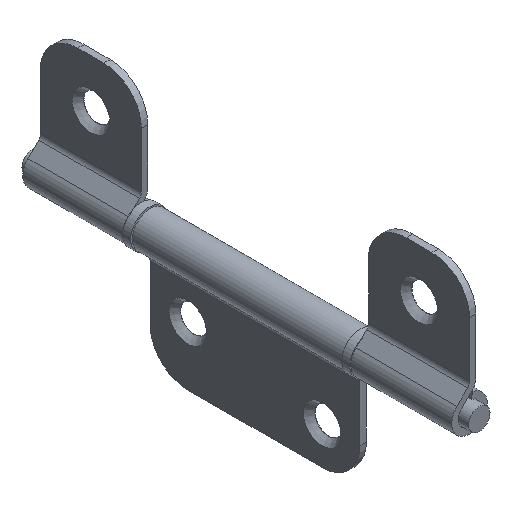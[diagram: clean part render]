
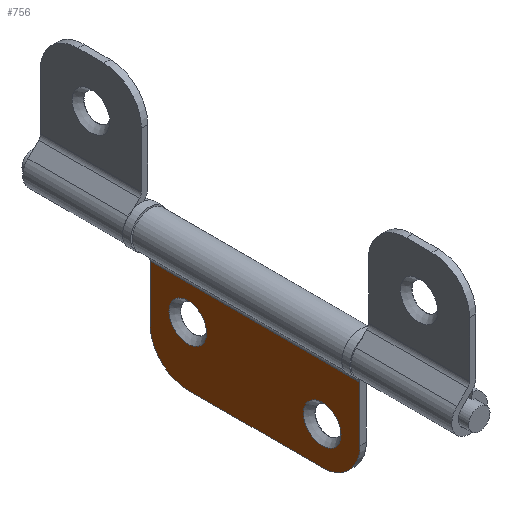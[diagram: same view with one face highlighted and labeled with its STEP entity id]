
A CAD part, isometric view. The second image highlights one B-rep face of the part: STEP entity #756.
In plain terms, the highlighted face is planar.
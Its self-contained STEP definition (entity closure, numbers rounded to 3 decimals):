
#51=FACE_BOUND('',#151,.T.);
#52=FACE_BOUND('',#152,.T.);
#63=PLANE('',#923);
#109=FACE_OUTER_BOUND('',#150,.T.);
#150=EDGE_LOOP('',(#595,#596,#597,#598,#599,#600));
#151=EDGE_LOOP('',(#601,#602));
#152=EDGE_LOOP('',(#603,#604));
#200=LINE('',#1312,#257);
#205=LINE('',#1326,#262);
#209=LINE('',#1334,#266);
#211=LINE('',#1341,#268);
#257=VECTOR('',#1055,10.);
#262=VECTOR('',#1068,10.);
#266=VECTOR('',#1076,10.);
#268=VECTOR('',#1084,10.);
#301=CIRCLE('',#894,3.5);
#302=CIRCLE('',#895,3.5);
#306=CIRCLE('',#901,3.5);
#307=CIRCLE('',#902,3.5);
#319=CIRCLE('',#924,7.);
#320=CIRCLE('',#925,7.);
#350=VERTEX_POINT('',#1254);
#351=VERTEX_POINT('',#1255);
#355=VERTEX_POINT('',#1268);
#356=VERTEX_POINT('',#1269);
#371=VERTEX_POINT('',#1309);
#372=VERTEX_POINT('',#1311);
#376=VERTEX_POINT('',#1323);
#377=VERTEX_POINT('',#1325);
#380=VERTEX_POINT('',#1338);
#381=VERTEX_POINT('',#1340);
#423=EDGE_CURVE('',#350,#351,#301,.T.);
#424=EDGE_CURVE('',#351,#350,#302,.T.);
#430=EDGE_CURVE('',#355,#356,#306,.T.);
#431=EDGE_CURVE('',#356,#355,#307,.T.);
#451=EDGE_CURVE('',#371,#372,#200,.T.);
#458=EDGE_CURVE('',#376,#377,#205,.T.);
#463=EDGE_CURVE('',#376,#372,#209,.T.);
#465=EDGE_CURVE('',#380,#371,#319,.T.);
#466=EDGE_CURVE('',#381,#380,#211,.T.);
#467=EDGE_CURVE('',#377,#381,#320,.T.);
#595=ORIENTED_EDGE('',*,*,#463,.T.);
#596=ORIENTED_EDGE('',*,*,#451,.F.);
#597=ORIENTED_EDGE('',*,*,#465,.F.);
#598=ORIENTED_EDGE('',*,*,#466,.F.);
#599=ORIENTED_EDGE('',*,*,#467,.F.);
#600=ORIENTED_EDGE('',*,*,#458,.F.);
#601=ORIENTED_EDGE('',*,*,#423,.T.);
#602=ORIENTED_EDGE('',*,*,#424,.T.);
#603=ORIENTED_EDGE('',*,*,#430,.T.);
#604=ORIENTED_EDGE('',*,*,#431,.T.);
#756=ADVANCED_FACE('',(#109,#51,#52),#63,.F.);
#894=AXIS2_PLACEMENT_3D('',#1256,#998,#999);
#895=AXIS2_PLACEMENT_3D('',#1257,#1000,#1001);
#901=AXIS2_PLACEMENT_3D('',#1270,#1014,#1015);
#902=AXIS2_PLACEMENT_3D('',#1271,#1016,#1017);
#923=AXIS2_PLACEMENT_3D('',#1337,#1080,#1081);
#924=AXIS2_PLACEMENT_3D('',#1339,#1082,#1083);
#925=AXIS2_PLACEMENT_3D('',#1342,#1085,#1086);
#998=DIRECTION('center_axis',(0.,0.,1.));
#999=DIRECTION('ref_axis',(-1.,0.,0.));
#1000=DIRECTION('center_axis',(0.,0.,1.));
#1001=DIRECTION('ref_axis',(-1.,0.,0.));
#1014=DIRECTION('center_axis',(0.,0.,1.));
#1015=DIRECTION('ref_axis',(-1.,0.,0.));
#1016=DIRECTION('center_axis',(0.,0.,1.));
#1017=DIRECTION('ref_axis',(-1.,0.,0.));
#1055=DIRECTION('',(-1.,0.,0.));
#1068=DIRECTION('',(1.,0.,0.));
#1076=DIRECTION('',(0.,1.,0.));
#1080=DIRECTION('center_axis',(0.,0.,1.));
#1081=DIRECTION('ref_axis',(1.,0.,0.));
#1082=DIRECTION('center_axis',(0.,0.,1.));
#1083=DIRECTION('ref_axis',(1.,0.,0.));
#1084=DIRECTION('',(0.,1.,0.));
#1085=DIRECTION('center_axis',(0.,0.,1.));
#1086=DIRECTION('ref_axis',(0.,-1.,0.));
#1254=CARTESIAN_POINT('',(2.93,-12.127,0.));
#1255=CARTESIAN_POINT('',(9.93,-12.127,0.));
#1256=CARTESIAN_POINT('Origin',(6.43,-12.127,0.));
#1257=CARTESIAN_POINT('Origin',(6.43,-12.127,0.));
#1268=CARTESIAN_POINT('',(-0.97,12.873,0.));
#1269=CARTESIAN_POINT('',(6.03,12.873,0.));
#1270=CARTESIAN_POINT('Origin',(2.53,12.873,0.));
#1271=CARTESIAN_POINT('Origin',(2.53,12.873,0.));
#1309=CARTESIAN_POINT('',(6.43,19.873,0.));
#1311=CARTESIAN_POINT('',(-3.806,19.873,0.));
#1312=CARTESIAN_POINT('',(6.43,19.873,0.));
#1323=CARTESIAN_POINT('',(-3.806,-19.127,0.));
#1325=CARTESIAN_POINT('',(6.43,-19.127,0.));
#1326=CARTESIAN_POINT('',(-6.,-19.127,0.));
#1334=CARTESIAN_POINT('',(-3.806,10.123,0.));
#1337=CARTESIAN_POINT('Origin',(3.107,0.373,0.));
#1338=CARTESIAN_POINT('',(13.43,12.873,0.));
#1339=CARTESIAN_POINT('Origin',(6.43,12.873,0.));
#1340=CARTESIAN_POINT('',(13.43,-12.127,0.));
#1341=CARTESIAN_POINT('',(13.43,-12.127,0.));
#1342=CARTESIAN_POINT('Origin',(6.43,-12.127,0.));
